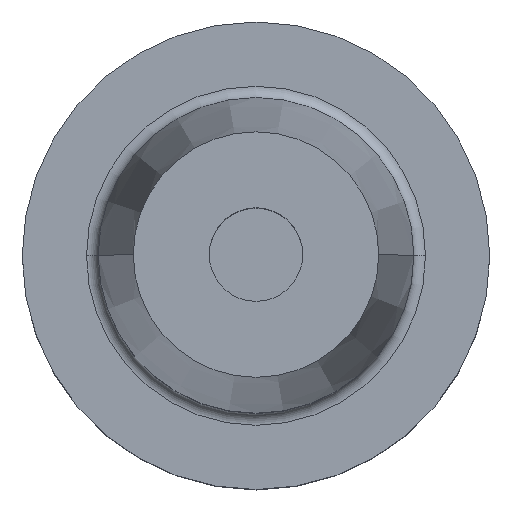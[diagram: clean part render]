
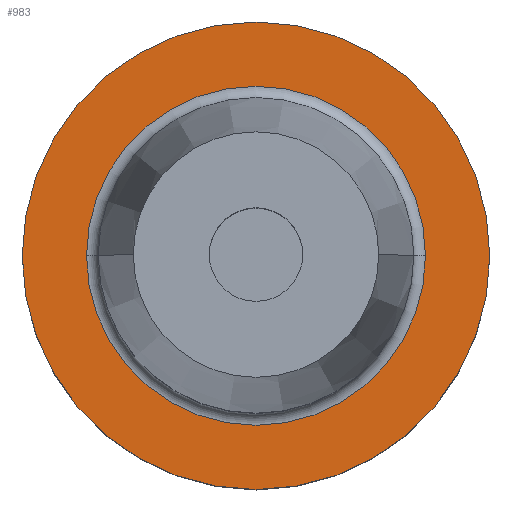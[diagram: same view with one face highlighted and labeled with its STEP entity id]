
A CAD part, top view. The second image highlights one B-rep face of the part: STEP entity #983.
In plain terms, the highlighted planar face has unit normal (0, 0, 1).
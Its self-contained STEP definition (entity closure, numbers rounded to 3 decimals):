
#9 = EDGE_CURVE ( 'NONE', #249, #218, #756, .T. ) ;
#23 = CARTESIAN_POINT ( 'NONE',  ( 0., 0., 20. ) ) ;
#77 = AXIS2_PLACEMENT_3D ( 'NONE', #341, #1127, #404 ) ;
#89 = CARTESIAN_POINT ( 'NONE',  ( -20., 0., 20. ) ) ;
#115 = ORIENTED_EDGE ( 'NONE', *, *, #1005, .F. ) ;
#140 = EDGE_CURVE ( 'NONE', #218, #249, #950, .T. ) ;
#144 = DIRECTION ( 'NONE',  ( -1., 0., 0. ) ) ;
#202 = ORIENTED_EDGE ( 'NONE', *, *, #536, .F. ) ;
#218 = VERTEX_POINT ( 'NONE', #1135 ) ;
#249 = VERTEX_POINT ( 'NONE', #385 ) ;
#252 = VERTEX_POINT ( 'NONE', #1236 ) ;
#266 = CARTESIAN_POINT ( 'NONE',  ( 0., 0., 20. ) ) ;
#293 = AXIS2_PLACEMENT_3D ( 'NONE', #1065, #870, #321 ) ;
#321 = DIRECTION ( 'NONE',  ( -1., 0., 0. ) ) ;
#323 = AXIS2_PLACEMENT_3D ( 'NONE', #1218, #389, #942 ) ;
#341 = CARTESIAN_POINT ( 'NONE',  ( 0., 20., 20. ) ) ;
#385 = CARTESIAN_POINT ( 'NONE',  ( 14.5, 0., 20. ) ) ;
#389 = DIRECTION ( 'NONE',  ( 0., 0., -1. ) ) ;
#404 = DIRECTION ( 'NONE',  ( -1., 0., 0. ) ) ;
#436 = EDGE_LOOP ( 'NONE', ( #115, #202 ) ) ;
#536 = EDGE_CURVE ( 'NONE', #252, #1063, #1007, .T. ) ;
#547 = ORIENTED_EDGE ( 'NONE', *, *, #9, .T. ) ;
#621 = DIRECTION ( 'NONE',  ( 0., 0., -1. ) ) ;
#649 = EDGE_LOOP ( 'NONE', ( #1039, #547 ) ) ;
#717 = DIRECTION ( 'NONE',  ( 0., 0., -1. ) ) ;
#737 = AXIS2_PLACEMENT_3D ( 'NONE', #23, #717, #144 ) ;
#756 = CIRCLE ( 'NONE', #323, 14.5 ) ;
#790 = PLANE ( 'NONE',  #77 ) ;
#826 = DIRECTION ( 'NONE',  ( -1., 0., 0. ) ) ;
#849 = CIRCLE ( 'NONE', #293, 20. ) ;
#870 = DIRECTION ( 'NONE',  ( 0., 0., -1. ) ) ;
#875 = FACE_BOUND ( 'NONE', #649, .T. ) ;
#938 = AXIS2_PLACEMENT_3D ( 'NONE', #266, #621, #826 ) ;
#942 = DIRECTION ( 'NONE',  ( -1., 0., 0. ) ) ;
#950 = CIRCLE ( 'NONE', #938, 14.5 ) ;
#983 = ADVANCED_FACE ( 'NONE', ( #875, #1107 ), #790, .F. ) ;
#1005 = EDGE_CURVE ( 'NONE', #1063, #252, #849, .T. ) ;
#1007 = CIRCLE ( 'NONE', #737, 20. ) ;
#1039 = ORIENTED_EDGE ( 'NONE', *, *, #140, .T. ) ;
#1063 = VERTEX_POINT ( 'NONE', #89 ) ;
#1065 = CARTESIAN_POINT ( 'NONE',  ( 0., 0., 20. ) ) ;
#1107 = FACE_OUTER_BOUND ( 'NONE', #436, .T. ) ;
#1127 = DIRECTION ( 'NONE',  ( 0., 0., -1. ) ) ;
#1135 = CARTESIAN_POINT ( 'NONE',  ( -14.5, 0., 20. ) ) ;
#1218 = CARTESIAN_POINT ( 'NONE',  ( 0., 0., 20. ) ) ;
#1236 = CARTESIAN_POINT ( 'NONE',  ( 20., 0., 20. ) ) ;
